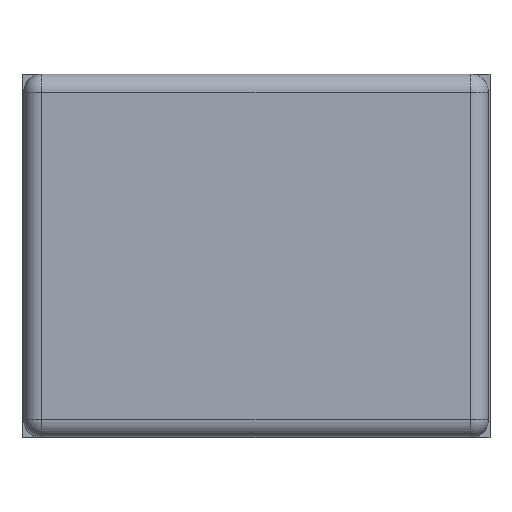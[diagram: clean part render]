
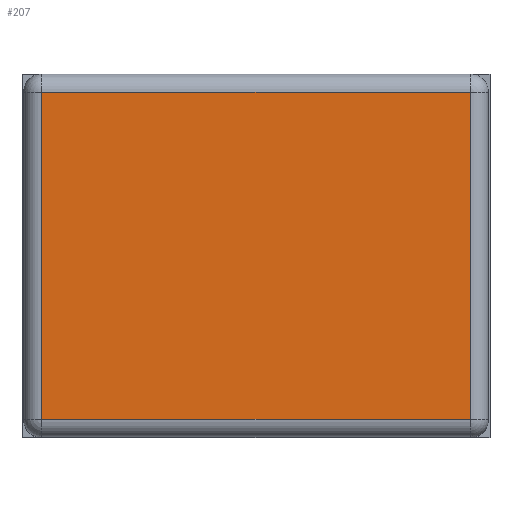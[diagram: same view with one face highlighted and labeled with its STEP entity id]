
A CAD part, top view. The second image highlights one B-rep face of the part: STEP entity #207.
In plain terms, the highlighted planar face has unit normal (0, 0, 1).
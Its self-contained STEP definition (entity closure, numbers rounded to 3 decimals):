
#13=DIRECTION('',(0.,0.,1.));
#46=VECTOR('',#47,1.);
#47=DIRECTION('',(-0.,-1.,-0.));
#51=DIRECTION('',(1.,0.,0.));
#82=VERTEX_POINT('',#83);
#83=CARTESIAN_POINT('',(-1.475,1.125,1.2));
#91=VERTEX_POINT('',#92);
#92=CARTESIAN_POINT('',(-1.475,-1.125,1.2));
#96=EDGE_CURVE('',#82,#91,#97,.T.);
#97=LINE('',#83,#46);
#122=DIRECTION('',(0.,1.,0.));
#134=VECTOR('',#51,1.);
#140=VECTOR('',#122,1.);
#207=ADVANCED_FACE('',(#208),#226,.T.);
#208=FACE_BOUND('',#209,.T.);
#209=EDGE_LOOP('',(#210,#215,#220,#225));
#210=ORIENTED_EDGE('',*,*,#211,.T.);
#211=EDGE_CURVE('',#91,#212,#214,.T.);
#212=VERTEX_POINT('',#213);
#213=CARTESIAN_POINT('',(1.475,-1.125,1.2));
#214=LINE('',#92,#134);
#215=ORIENTED_EDGE('',*,*,#216,.T.);
#216=EDGE_CURVE('',#212,#217,#219,.T.);
#217=VERTEX_POINT('',#218);
#218=CARTESIAN_POINT('',(1.475,1.125,1.2));
#219=LINE('',#213,#140);
#220=ORIENTED_EDGE('',*,*,#221,.T.);
#221=EDGE_CURVE('',#217,#82,#222,.T.);
#222=LINE('',#218,#223);
#223=VECTOR('',#224,1.);
#224=DIRECTION('',(-1.,-0.,-0.));
#225=ORIENTED_EDGE('',*,*,#96,.T.);
#226=PLANE('',#227);
#227=AXIS2_PLACEMENT_3D('',#228,#13,#51);
#228=CARTESIAN_POINT('',(-1.6,-1.25,1.2));
